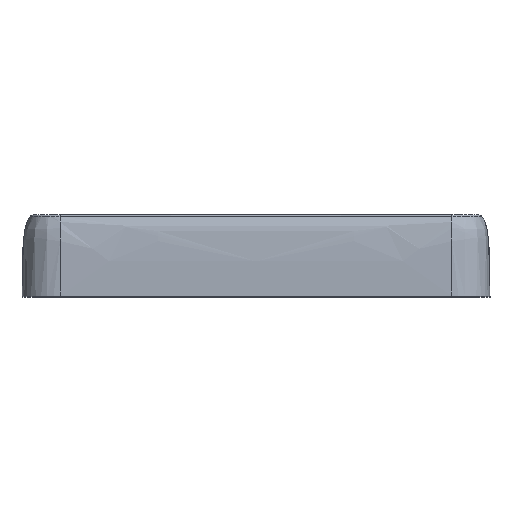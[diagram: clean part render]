
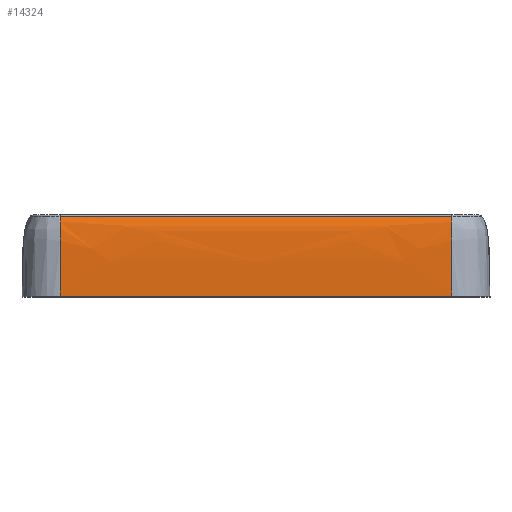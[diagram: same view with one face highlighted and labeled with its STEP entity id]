
A CAD part, top view. The second image highlights one B-rep face of the part: STEP entity #14324.
In plain terms, the highlighted free-form (B-spline) face has degree [2, 1] with [3, 2] control points.
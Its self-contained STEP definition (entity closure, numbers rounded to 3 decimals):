
#29=(
BOUNDED_CURVE()
B_SPLINE_CURVE(2,(#22740,#22741,#22742),.UNSPECIFIED.,.F.,.F.)
B_SPLINE_CURVE_WITH_KNOTS((3,3),(0.,1.526),.UNSPECIFIED.)
CURVE()
GEOMETRIC_REPRESENTATION_ITEM()
RATIONAL_B_SPLINE_CURVE((1.,1.509,1.066))
REPRESENTATION_ITEM('')
);
#30=(
BOUNDED_CURVE()
B_SPLINE_CURVE(2,(#22758,#22759,#22760),.UNSPECIFIED.,.F.,.F.)
B_SPLINE_CURVE_WITH_KNOTS((3,3),(0.,1.526),.UNSPECIFIED.)
CURVE()
GEOMETRIC_REPRESENTATION_ITEM()
RATIONAL_B_SPLINE_CURVE((1.,1.509,1.066))
REPRESENTATION_ITEM('')
);
#38=(
BOUNDED_SURFACE()
B_SPLINE_SURFACE(2,1,((#22761,#22762),(#22763,#22764),(#22765,#22766)),
 .UNSPECIFIED.,.F.,.F.,.F.)
B_SPLINE_SURFACE_WITH_KNOTS((3,3),(2,2),(0.,1.631),(-3.85,
3.85),.UNSPECIFIED.)
GEOMETRIC_REPRESENTATION_ITEM()
RATIONAL_B_SPLINE_SURFACE(((1.,1.),(1.544,1.544),
(1.,1.)))
REPRESENTATION_ITEM('')
SURFACE()
);
#52=B_SPLINE_CURVE_WITH_KNOTS('',3,(#22401,#22402,#22403,#22404),
 .UNSPECIFIED.,.F.,.F.,(4,4),(0.,7.7),
 .UNSPECIFIED.);
#600=FACE_OUTER_BOUND('',#1387,.T.);
#1387=EDGE_LOOP('',(#10422,#10423,#10424,#10425));
#2491=LINE('',#22685,#3983);
#3983=VECTOR('',#17595,10.);
#6407=VERTEX_POINT('',#22363);
#6409=VERTEX_POINT('',#22394);
#6443=VERTEX_POINT('',#22679);
#6445=VERTEX_POINT('',#22683);
#7940=EDGE_CURVE('',#6407,#6409,#52,.T.);
#7984=EDGE_CURVE('',#6445,#6443,#2491,.T.);
#8008=EDGE_CURVE('',#6443,#6407,#29,.T.);
#8009=EDGE_CURVE('',#6445,#6409,#30,.T.);
#10422=ORIENTED_EDGE('',*,*,#7940,.F.);
#10423=ORIENTED_EDGE('',*,*,#8008,.F.);
#10424=ORIENTED_EDGE('',*,*,#7984,.F.);
#10425=ORIENTED_EDGE('',*,*,#8009,.T.);
#14324=ADVANCED_FACE('',(#600),#38,.F.);
#17595=DIRECTION('',(-1.,0.,0.));
#22363=CARTESIAN_POINT('',(-38.497,15.675,67.858));
#22394=CARTESIAN_POINT('',(38.503,15.675,67.858));
#22401=CARTESIAN_POINT('Ctrl Pts',(-38.497,15.675,67.858));
#22402=CARTESIAN_POINT('Ctrl Pts',(-12.831,15.675,67.858));
#22403=CARTESIAN_POINT('Ctrl Pts',(12.836,15.675,67.858));
#22404=CARTESIAN_POINT('Ctrl Pts',(38.503,15.675,67.858));
#22679=CARTESIAN_POINT('',(-38.497,0.,69.5));
#22683=CARTESIAN_POINT('',(38.503,0.,69.5));
#22685=CARTESIAN_POINT('',(0.,0.,69.5));
#22740=CARTESIAN_POINT('Ctrl Pts',(-38.497,0.,69.5));
#22741=CARTESIAN_POINT('Ctrl Pts',(-38.497,13.88,69.5));
#22742=CARTESIAN_POINT('Ctrl Pts',(-38.497,15.675,67.858));
#22758=CARTESIAN_POINT('Ctrl Pts',(38.503,0.,69.5));
#22759=CARTESIAN_POINT('Ctrl Pts',(38.503,13.88,69.5));
#22760=CARTESIAN_POINT('Ctrl Pts',(38.503,15.675,67.858));
#22761=CARTESIAN_POINT('Ctrl Pts',(-38.497,0.,69.5));
#22762=CARTESIAN_POINT('Ctrl Pts',(38.503,0.,69.5));
#22763=CARTESIAN_POINT('Ctrl Pts',(-38.497,14.5,69.5));
#22764=CARTESIAN_POINT('Ctrl Pts',(38.503,14.5,69.5));
#22765=CARTESIAN_POINT('Ctrl Pts',(-38.497,16.,67.5));
#22766=CARTESIAN_POINT('Ctrl Pts',(38.503,16.,67.5));
